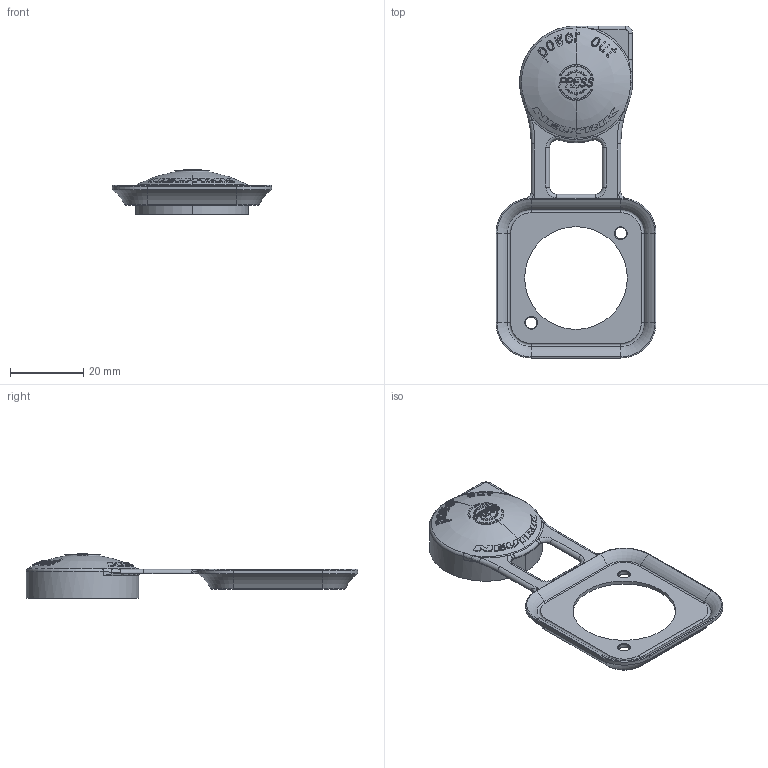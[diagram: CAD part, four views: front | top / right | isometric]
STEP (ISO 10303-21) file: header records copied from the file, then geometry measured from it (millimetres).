
FILE_DESCRIPTION((''),'2;1');
FILE_NAME('SCNAC-FPX','2021-07-09T09:38:57',('lob'),(''),'CREO PARAMETRIC BY PTC INC, 2019080','CREO PARAMETRIC BY PTC INC, 2019080','');
FILE_SCHEMA(('CONFIG_CONTROL_DESIGN'));
Length unit declared in the file: millimetre
Products named in the file (1): SCNAC-FPX
Bounding box: 43.6 x 90.5 x 12.2 mm (x, y, z)
Volume: 8095.4 mm3; surface area: 6876.9 mm2
Topology: 1 solids, 1 shells, 776 faces, 2087 edges, 1342 vertices
Faces by surface type: plane 463, torus 81, extrusion 70, cylinder 69, cone 42, sphere 37, bspline 14
Entity records: 26050 total; most frequent: CARTESIAN_POINT 5858, DIRECTION 4574, ORIENTED_EDGE 4170, EDGE_CURVE 2085, AXIS2_PLACEMENT_3D 1924, VERTEX_POINT 1342, CIRCLE 1232, EDGE_LOOP 815
